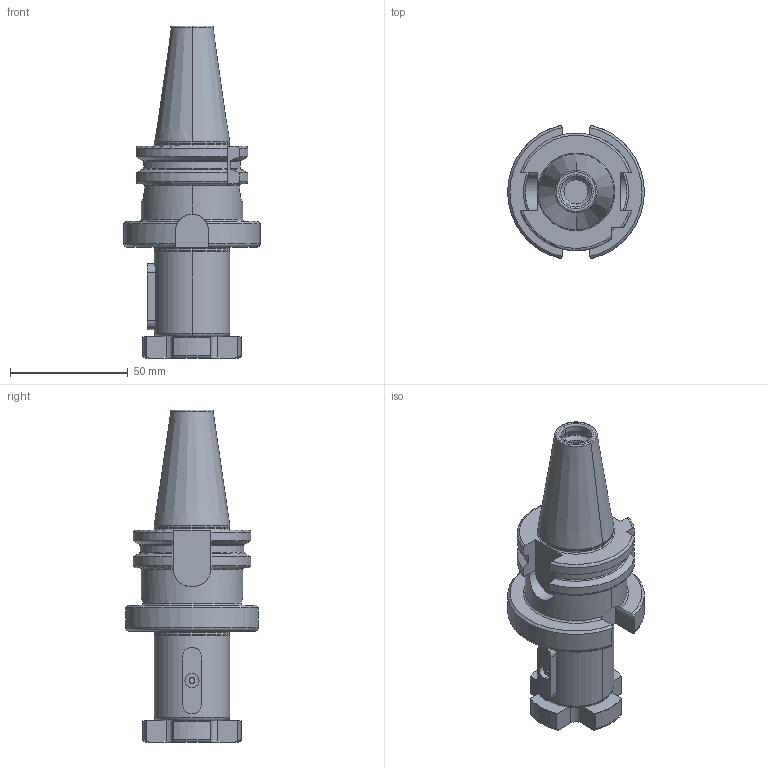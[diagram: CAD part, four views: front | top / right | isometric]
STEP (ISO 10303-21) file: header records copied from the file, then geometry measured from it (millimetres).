
FILE_DESCRIPTION((''),'2;1');
FILE_NAME('302_10_32','2020-09-24T',('104091'),(''),'CREO PARAMETRIC BY PTC INC, 2016260','CREO PARAMETRIC BY PTC INC, 2016260','');
FILE_SCHEMA(('CONFIG_CONTROL_DESIGN'));
Length unit declared in the file: millimetre
Products named in the file (1): 302_10_32
Bounding box: 58 x 56.6 x 140.8 mm (x, y, z)
Volume: 127890.1 mm3; surface area: 28206.1 mm2
Topology: 1 solids, 2 shells, 186 faces, 467 edges, 289 vertices
Faces by surface type: plane 54, cylinder 53, torus 45, cone 34
Entity records: 6071 total; most frequent: CARTESIAN_POINT 1601, DIRECTION 950, ORIENTED_EDGE 930, EDGE_CURVE 465, AXIS2_PLACEMENT_3D 387, VERTEX_POINT 289, CIRCLE 198, EDGE_LOOP 194
